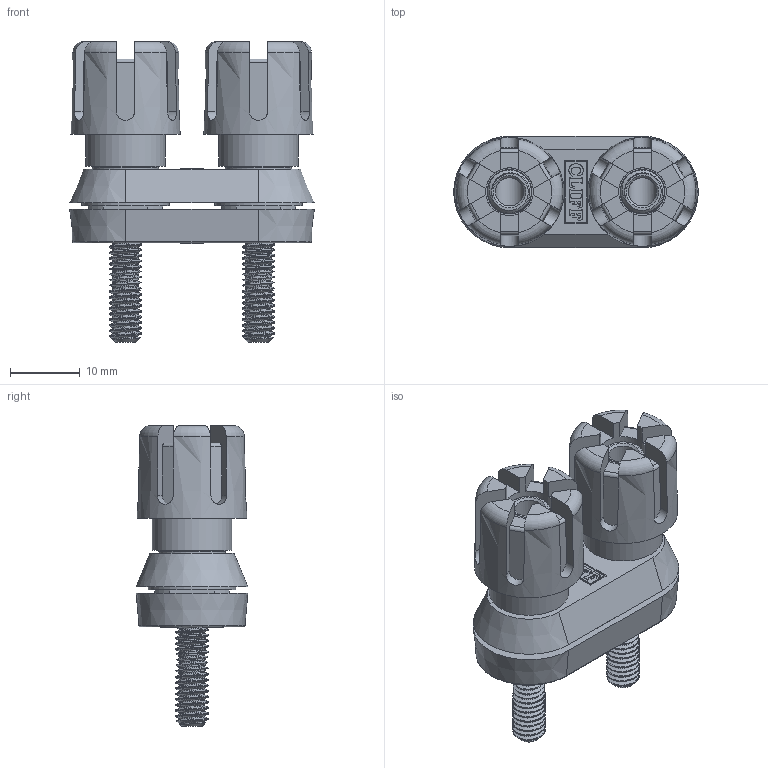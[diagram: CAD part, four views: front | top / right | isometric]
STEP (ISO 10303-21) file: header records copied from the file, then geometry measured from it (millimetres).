
FILE_DESCRIPTION(/* description */ (''),/* implementation_level */ '2;1');
FILE_NAME(/* name */ 'CL159702.stp',/* time_stamp */ '2025-10-07T11:52:00+01:00',/* author */ ('TOttley'),/* organization */ (''),/* preprocessor_version */ 'ST-DEVELOPER v20',/* originating_system */ 'Autodesk Inventor 2025',/* authorisation */ '');
FILE_SCHEMA (('AUTOMOTIVE_DESIGN { 1 0 10303 214 3 1 1 }'));
Products named in the file (1): Part2
Bounding box: 35.05 x 16 x 43.11 mm (x, y, z)
Volume: 8672.9 mm3; surface area: 8939 mm2
Topology: 1 solids, 5 shells, 693 faces, 1910 edges, 1274 vertices
Faces by surface type: plane 350, cylinder 162, bspline 134, cone 33, torus 14
Full cylindrical faces by diameter (mm): 3.8 x8, 4.05 x4, 4.7 x38, 4.8 x2, 4.9 x2, 6.35 x12, 6.75 x2, 6.85 x2, 7.74 x4, 7.75 x4, 9.5 x2, 9.525 x2, 9.7 x2, 9.9 x2, 11.4 x2, 12.5 x2
Entity records: 53705 total; most frequent: CARTESIAN_POINT 36618, ORIENTED_EDGE 3816, DIRECTION 2674, EDGE_CURVE 1908, VERTEX_POINT 1273, LINE 1014, VECTOR 1014, AXIS2_PLACEMENT_3D 830
